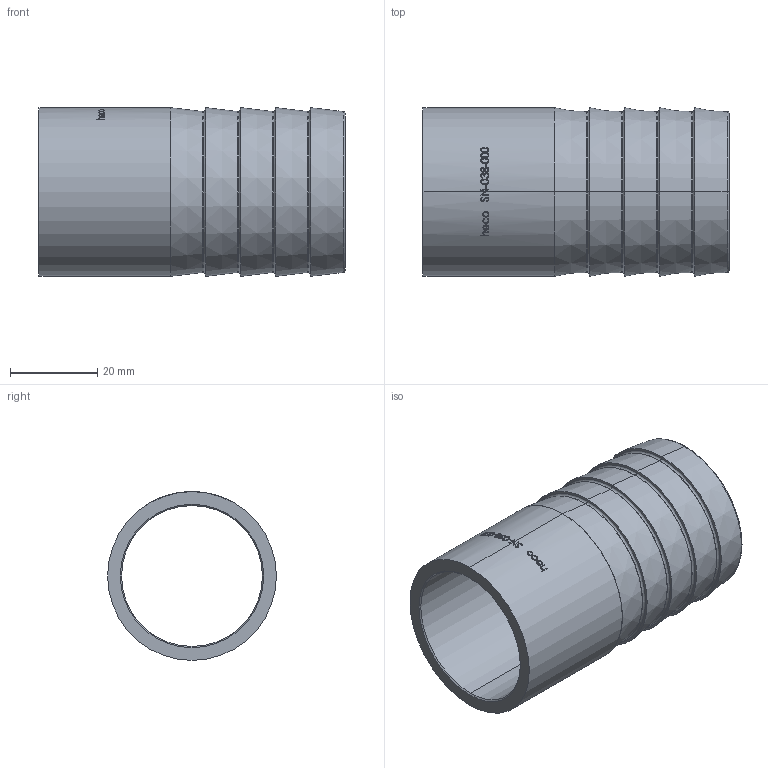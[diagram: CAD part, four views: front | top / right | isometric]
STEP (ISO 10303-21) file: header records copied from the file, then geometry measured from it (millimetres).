
FILE_DESCRIPTION (( 'STEP AP214' ), '1' );
FILE_NAME ('SN-038-000-x Anschweiß-Schlauchnippel.STEP', '2018-05-24T07:51:05', ( '' ), ( '' ), 'SwSTEP 2.0', 'SolidWorks 2016', '' );
FILE_SCHEMA (( 'AUTOMOTIVE_DESIGN' ));
Length unit declared in the file: millimetre
Products named in the file (1): SN-038-000-x Anschweiß-Schlauchnippel
Bounding box: 70 x 38.6 x 38.6 mm (x, y, z)
Volume: 22618.2 mm3; surface area: 16337 mm2
Topology: 1 solids, 1 shells, 223 faces, 558 edges, 358 vertices
Faces by surface type: bspline 124, plane 31, cylinder 26, cone 22, torus 20
Entity records: 21596 total; most frequent: CARTESIAN_POINT 15443, ORIENTED_EDGE 1116, EDGE_CURVE 558, DIRECTION 475, B_SPLINE_CURVE_WITH_KNOTS 383, VERTEX_POINT 358, EDGE_LOOP 246, ADVANCED_FACE 223
